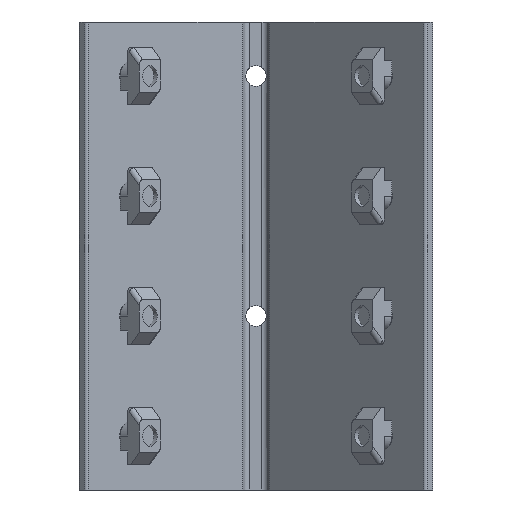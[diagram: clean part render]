
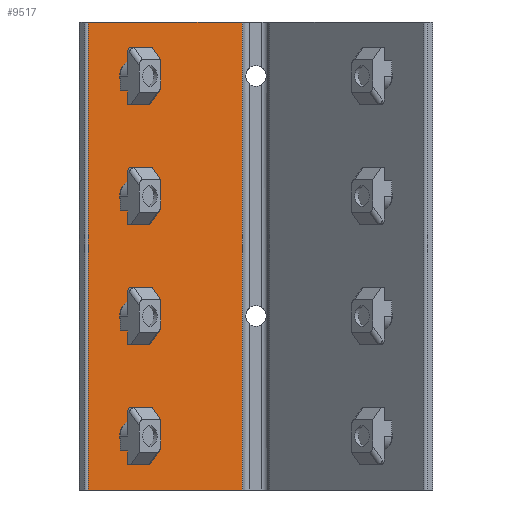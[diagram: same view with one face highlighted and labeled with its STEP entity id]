
A CAD part, front view. The second image highlights one B-rep face of the part: STEP entity #9517.
In plain terms, the highlighted planar face has unit normal (0.707, -0.707, 0).
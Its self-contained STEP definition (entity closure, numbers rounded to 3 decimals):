
#71=FACE_BOUND('',#913,.T.);
#72=FACE_BOUND('',#914,.T.);
#73=FACE_BOUND('',#915,.T.);
#74=FACE_BOUND('',#916,.T.);
#124=PLANE('',#10172);
#432=FACE_OUTER_BOUND('',#912,.T.);
#912=EDGE_LOOP('',(#6923,#6924,#6925,#6926));
#913=EDGE_LOOP('',(#6927));
#914=EDGE_LOOP('',(#6928));
#915=EDGE_LOOP('',(#6929));
#916=EDGE_LOOP('',(#6930));
#1568=LINE('',#14510,#2590);
#1569=LINE('',#14514,#2591);
#1570=LINE('',#14516,#2592);
#1571=LINE('',#14517,#2593);
#2590=VECTOR('',#11334,1000.);
#2591=VECTOR('',#11339,1000.);
#2592=VECTOR('',#11340,1000.);
#2593=VECTOR('',#11341,1000.);
#3610=CIRCLE('',#10173,4.25);
#3611=CIRCLE('',#10174,4.25);
#3612=CIRCLE('',#10175,4.25);
#3613=CIRCLE('',#10176,4.25);
#4119=VERTEX_POINT('',#14507);
#4120=VERTEX_POINT('',#14509);
#4121=VERTEX_POINT('',#14513);
#4122=VERTEX_POINT('',#14515);
#4123=VERTEX_POINT('',#14518);
#4124=VERTEX_POINT('',#14520);
#4125=VERTEX_POINT('',#14522);
#4126=VERTEX_POINT('',#14524);
#5269=EDGE_CURVE('',#4120,#4119,#1568,.T.);
#5271=EDGE_CURVE('',#4121,#4119,#1569,.T.);
#5272=EDGE_CURVE('',#4122,#4121,#1570,.T.);
#5273=EDGE_CURVE('',#4122,#4120,#1571,.T.);
#5274=EDGE_CURVE('',#4123,#4123,#3610,.T.);
#5275=EDGE_CURVE('',#4124,#4124,#3611,.T.);
#5276=EDGE_CURVE('',#4125,#4125,#3612,.T.);
#5277=EDGE_CURVE('',#4126,#4126,#3613,.T.);
#6923=ORIENTED_EDGE('',*,*,#5271,.F.);
#6924=ORIENTED_EDGE('',*,*,#5272,.F.);
#6925=ORIENTED_EDGE('',*,*,#5273,.T.);
#6926=ORIENTED_EDGE('',*,*,#5269,.T.);
#6927=ORIENTED_EDGE('',*,*,#5274,.F.);
#6928=ORIENTED_EDGE('',*,*,#5275,.F.);
#6929=ORIENTED_EDGE('',*,*,#5276,.F.);
#6930=ORIENTED_EDGE('',*,*,#5277,.F.);
#9517=ADVANCED_FACE('',(#432,#71,#72,#73,#74),#124,.T.);
#10172=AXIS2_PLACEMENT_3D('',#14512,#11337,#11338);
#10173=AXIS2_PLACEMENT_3D('',#14519,#11342,#11343);
#10174=AXIS2_PLACEMENT_3D('',#14521,#11344,#11345);
#10175=AXIS2_PLACEMENT_3D('',#14523,#11346,#11347);
#10176=AXIS2_PLACEMENT_3D('',#14525,#11348,#11349);
#11334=DIRECTION('',(0.,0.,-1.));
#11337=DIRECTION('center_axis',(0.707,-0.707,0.));
#11338=DIRECTION('ref_axis',(0.707,0.707,0.));
#11339=DIRECTION('',(-0.707,-0.707,0.));
#11340=DIRECTION('',(0.,0.,-1.));
#11341=DIRECTION('',(-0.707,-0.707,0.));
#11342=DIRECTION('center_axis',(0.707,-0.707,0.));
#11343=DIRECTION('ref_axis',(0.707,0.707,0.));
#11344=DIRECTION('center_axis',(0.707,-0.707,0.));
#11345=DIRECTION('ref_axis',(0.707,0.707,0.));
#11346=DIRECTION('center_axis',(0.707,-0.707,0.));
#11347=DIRECTION('ref_axis',(0.707,0.707,0.));
#11348=DIRECTION('center_axis',(0.707,-0.707,0.));
#11349=DIRECTION('ref_axis',(0.707,0.707,0.));
#14507=CARTESIAN_POINT('',(-6.995,-58.688,-78.));
#14509=CARTESIAN_POINT('',(-6.995,-58.688,78.));
#14510=CARTESIAN_POINT('',(-6.995,-58.688,78.));
#14512=CARTESIAN_POINT('Origin',(230.211,178.518,78.));
#14513=CARTESIAN_POINT('',(44.281,-7.412,-78.));
#14514=CARTESIAN_POINT('',(230.211,178.518,-78.));
#14515=CARTESIAN_POINT('',(44.281,-7.412,78.));
#14516=CARTESIAN_POINT('',(44.281,-7.412,78.));
#14517=CARTESIAN_POINT('',(230.211,178.518,78.));
#14518=CARTESIAN_POINT('',(3.435,-48.258,60.));
#14519=CARTESIAN_POINT('Origin',(6.44,-45.253,60.));
#14520=CARTESIAN_POINT('',(3.435,-48.258,20.));
#14521=CARTESIAN_POINT('Origin',(6.44,-45.253,20.));
#14522=CARTESIAN_POINT('',(3.435,-48.258,-60.));
#14523=CARTESIAN_POINT('Origin',(6.44,-45.253,-60.));
#14524=CARTESIAN_POINT('',(3.435,-48.258,-20.));
#14525=CARTESIAN_POINT('Origin',(6.44,-45.253,-20.));
